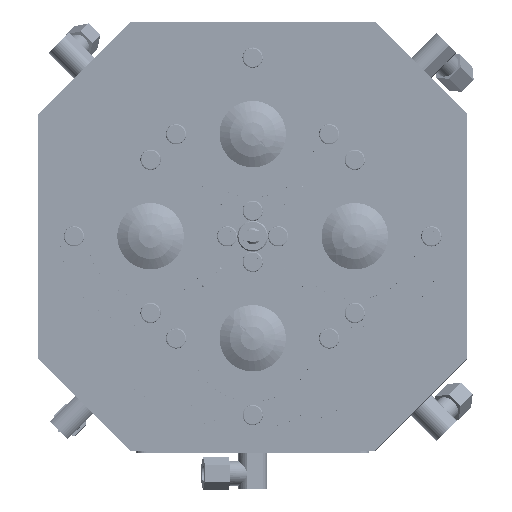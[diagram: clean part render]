
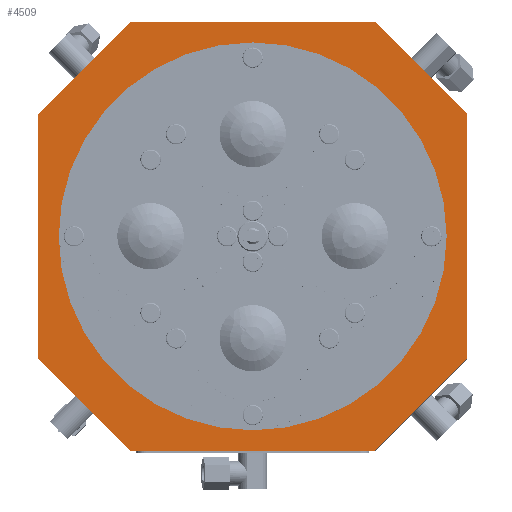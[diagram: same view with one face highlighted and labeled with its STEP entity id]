
A CAD part, top view. The second image highlights one B-rep face of the part: STEP entity #4509.
In plain terms, the highlighted planar face has unit normal (0, 0, 1).
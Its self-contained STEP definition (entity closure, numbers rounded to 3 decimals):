
#4509 = ADVANCED_FACE( '', ( #8599, #8600 ), #8601, .F. );
#8599 = FACE_BOUND( '', #13900, .T. );
#8600 = FACE_OUTER_BOUND( '', #13901, .T. );
#8601 = PLANE( '', #13902 );
#13900 = EDGE_LOOP( '', ( #22939 ) );
#13901 = EDGE_LOOP( '', ( #22940, #22941, #22942, #22943, #22944, #22945, #22946, #22947 ) );
#13902 = AXIS2_PLACEMENT_3D( '', #22948, #22949, #22950 );
#22939 = ORIENTED_EDGE( '', *, *, #28224, .T. );
#22940 = ORIENTED_EDGE( '', *, *, #27439, .F. );
#22941 = ORIENTED_EDGE( '', *, *, #27473, .F. );
#22942 = ORIENTED_EDGE( '', *, *, #27463, .F. );
#22943 = ORIENTED_EDGE( '', *, *, #27486, .F. );
#22944 = ORIENTED_EDGE( '', *, *, #27511, .F. );
#22945 = ORIENTED_EDGE( '', *, *, #27501, .F. );
#22946 = ORIENTED_EDGE( '', *, *, #27451, .F. );
#22947 = ORIENTED_EDGE( '', *, *, #27521, .F. );
#22948 = CARTESIAN_POINT( '', ( -105., 105., 45. ) );
#22949 = DIRECTION( '', ( 0., 0., -1. ) );
#22950 = DIRECTION( '', ( -1., 0., 0. ) );
#27439 = EDGE_CURVE( '', #31824, #31819, #31826, .T. );
#27451 = EDGE_CURVE( '', #31848, #31843, #31850, .T. );
#27463 = EDGE_CURVE( '', #31872, #31867, #31874, .T. );
#27473 = EDGE_CURVE( '', #31867, #31824, #31892, .T. );
#27486 = EDGE_CURVE( '', #31914, #31872, #31916, .T. );
#27501 = EDGE_CURVE( '', #31843, #31941, #31945, .T. );
#27511 = EDGE_CURVE( '', #31941, #31914, #31963, .T. );
#27521 = EDGE_CURVE( '', #31819, #31848, #31981, .T. );
#28224 = EDGE_CURVE( '', #33067, #33067, #33068, .T. );
#31819 = VERTEX_POINT( '', #39077 );
#31824 = VERTEX_POINT( '', #39084 );
#31826 = LINE( '', #39087, #39088 );
#31843 = VERTEX_POINT( '', #39109 );
#31848 = VERTEX_POINT( '', #39116 );
#31850 = LINE( '', #39119, #39120 );
#31867 = VERTEX_POINT( '', #39141 );
#31872 = VERTEX_POINT( '', #39148 );
#31874 = LINE( '', #39151, #39152 );
#31892 = LINE( '', #39175, #39176 );
#31914 = VERTEX_POINT( '', #39203 );
#31916 = LINE( '', #39206, #39207 );
#31941 = VERTEX_POINT( '', #39240 );
#31945 = LINE( '', #39246, #39247 );
#31963 = LINE( '', #39270, #39271 );
#31981 = LINE( '', #39294, #39295 );
#33067 = VERTEX_POINT( '', #41444 );
#33068 = CIRCLE( '', #41445, 92.5 );
#39077 = CARTESIAN_POINT( '', ( -105., 60., 45. ) );
#39084 = CARTESIAN_POINT( '', ( -105., -60., 45. ) );
#39087 = CARTESIAN_POINT( '', ( -105., -60., 45. ) );
#39088 = VECTOR( '', #47377, 1000. );
#39109 = CARTESIAN_POINT( '', ( 60., 105., 45. ) );
#39116 = CARTESIAN_POINT( '', ( -60., 105., 45. ) );
#39119 = CARTESIAN_POINT( '', ( -60., 105., 45. ) );
#39120 = VECTOR( '', #47397, 1000. );
#39141 = CARTESIAN_POINT( '', ( -60., -105., 45. ) );
#39148 = CARTESIAN_POINT( '', ( 60., -105., 45. ) );
#39151 = CARTESIAN_POINT( '', ( 60., -105., 45. ) );
#39152 = VECTOR( '', #47417, 1000. );
#39175 = CARTESIAN_POINT( '', ( -60., -105., 45. ) );
#39176 = VECTOR( '', #47435, 1000. );
#39203 = CARTESIAN_POINT( '', ( 105., -60., 45. ) );
#39206 = CARTESIAN_POINT( '', ( 105., -60., 45. ) );
#39207 = VECTOR( '', #47460, 1000. );
#39240 = CARTESIAN_POINT( '', ( 105., 60., 45. ) );
#39246 = CARTESIAN_POINT( '', ( 60., 105., 45. ) );
#39247 = VECTOR( '', #47483, 1000. );
#39270 = CARTESIAN_POINT( '', ( 105., 60., 45. ) );
#39271 = VECTOR( '', #47501, 1000. );
#39294 = CARTESIAN_POINT( '', ( -105., 60., 45. ) );
#39295 = VECTOR( '', #47519, 1000. );
#41444 = CARTESIAN_POINT( '', ( 92.5, 0., 45. ) );
#41445 = AXIS2_PLACEMENT_3D( '', #48760, #48761, #48762 );
#47377 = DIRECTION( '', ( 0., 1., 0. ) );
#47397 = DIRECTION( '', ( 1., 0., 0. ) );
#47417 = DIRECTION( '', ( -1., 0., 0. ) );
#47435 = DIRECTION( '', ( -0.707, 0.707, 0. ) );
#47460 = DIRECTION( '', ( -0.707, -0.707, 0. ) );
#47483 = DIRECTION( '', ( 0.707, -0.707, 0. ) );
#47501 = DIRECTION( '', ( 0., -1., 0. ) );
#47519 = DIRECTION( '', ( 0.707, 0.707, 0. ) );
#48760 = CARTESIAN_POINT( '', ( 0., 0., 45. ) );
#48761 = DIRECTION( '', ( 0., 0., -1. ) );
#48762 = DIRECTION( '', ( 1., 0., 0. ) );
